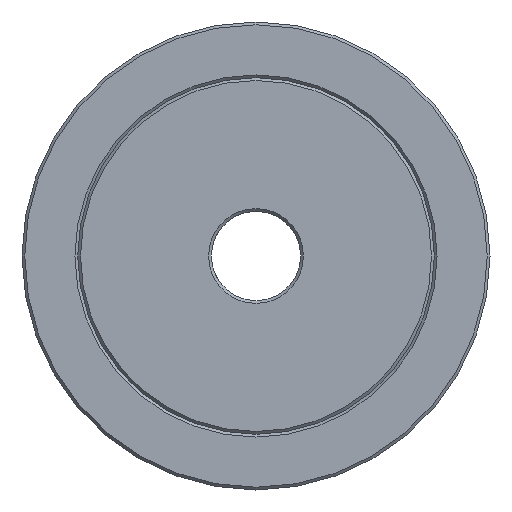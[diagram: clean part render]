
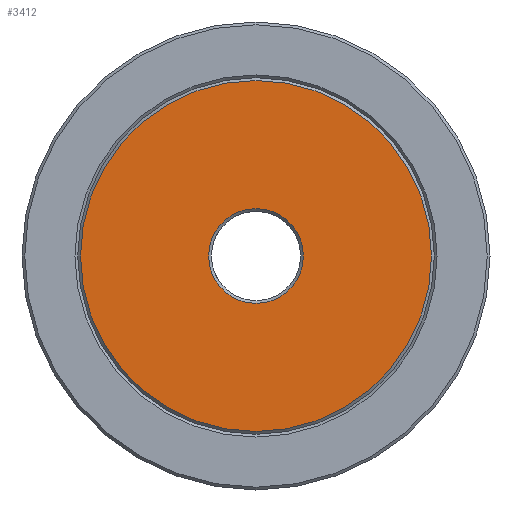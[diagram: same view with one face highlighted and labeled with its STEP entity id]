
A CAD part, front view. The second image highlights one B-rep face of the part: STEP entity #3412.
In plain terms, the highlighted planar face has unit normal (0, -1, 0).
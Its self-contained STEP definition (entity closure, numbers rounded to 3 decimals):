
#31=FACE_BOUND('',#750,.T.);
#40=PLANE('',#3945);
#376=CIRCLE('',#3944,15.75);
#377=CIRCLE('',#3946,4.25);
#560=FACE_OUTER_BOUND('',#749,.T.);
#749=EDGE_LOOP('',(#3031));
#750=EDGE_LOOP('',(#3032));
#1472=VERTEX_POINT('',#6366);
#1473=VERTEX_POINT('',#6370);
#1994=EDGE_CURVE('',#1472,#1472,#376,.T.);
#1996=EDGE_CURVE('',#1473,#1473,#377,.T.);
#3031=ORIENTED_EDGE('',*,*,#1994,.T.);
#3032=ORIENTED_EDGE('',*,*,#1996,.F.);
#3412=ADVANCED_FACE('',(#560,#31),#40,.T.);
#3944=AXIS2_PLACEMENT_3D('',#6367,#5153,#5154);
#3945=AXIS2_PLACEMENT_3D('',#6369,#5156,#5157);
#3946=AXIS2_PLACEMENT_3D('',#6371,#5158,#5159);
#5153=DIRECTION('center_axis',(0.,-1.,0.));
#5154=DIRECTION('ref_axis',(1.,0.,0.));
#5156=DIRECTION('center_axis',(0.,-1.,0.));
#5157=DIRECTION('ref_axis',(0.,0.,-1.));
#5158=DIRECTION('center_axis',(0.,-1.,0.));
#5159=DIRECTION('ref_axis',(1.,0.,0.));
#6366=CARTESIAN_POINT('',(-15.75,-11.,0.));
#6367=CARTESIAN_POINT('Origin',(0.,-11.,0.));
#6369=CARTESIAN_POINT('Origin',(4.25,-11.,0.));
#6370=CARTESIAN_POINT('',(-4.25,-11.,0.));
#6371=CARTESIAN_POINT('Origin',(0.,-11.,0.));
